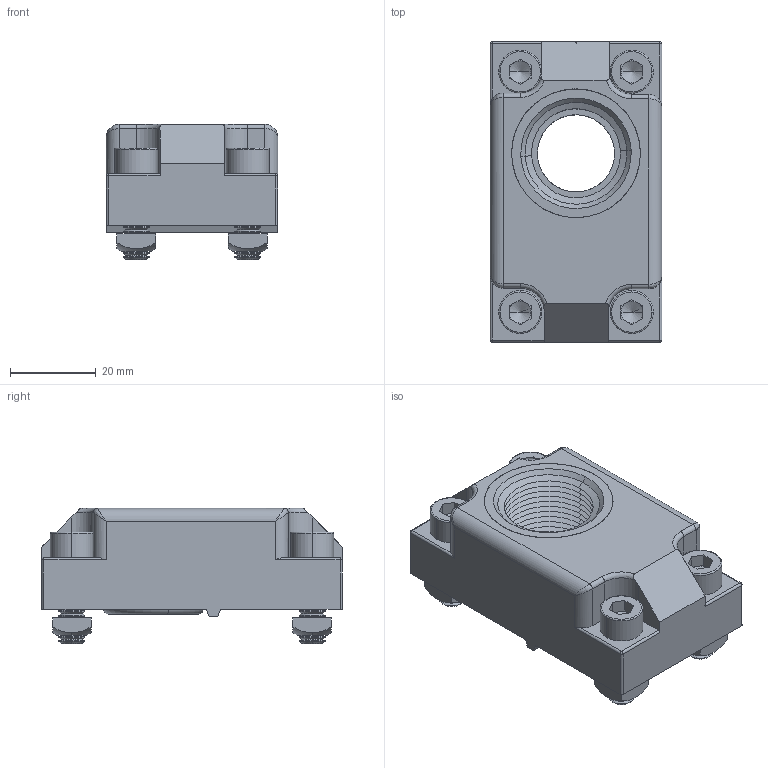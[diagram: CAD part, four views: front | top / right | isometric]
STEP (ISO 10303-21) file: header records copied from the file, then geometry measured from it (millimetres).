
FILE_DESCRIPTION (( 'STEP AP214' ), '1' );
FILE_NAME ('SIC-M231.025.034.STEP', '2019-02-19T13:14:07', ( '' ), ( '' ), 'SwSTEP 2.0', 'SolidWorks 2018', '' );
FILE_SCHEMA (( 'AUTOMOTIVE_DESIGN' ));
Length unit declared in the file: millimetre
Products named in the file (1): SIC-M231.025.034
Bounding box: 40 x 70 x 31.5 mm (x, y, z)
Volume: 49578.5 mm3; surface area: 25323.8 mm2
Topology: 11 solids, 11 shells, 799 faces, 1998 edges, 1220 vertices
Faces by surface type: cone 340, cylinder 261, plane 158, torus 24, sphere 12, bspline 4
Entity records: 33329 total; most frequent: DIRECTION 4630, CARTESIAN_POINT 4575, ORIENTED_EDGE 3964, EDGE_CURVE 1982, AXIS2_PLACEMENT_3D 1873, VERTEX_POINT 1220, CIRCLE 1077, LINE 884
